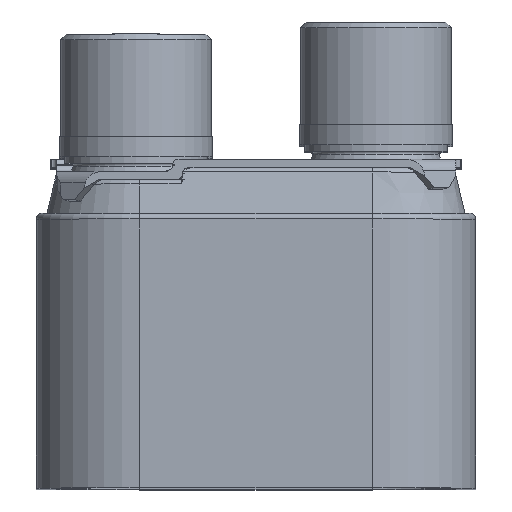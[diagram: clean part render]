
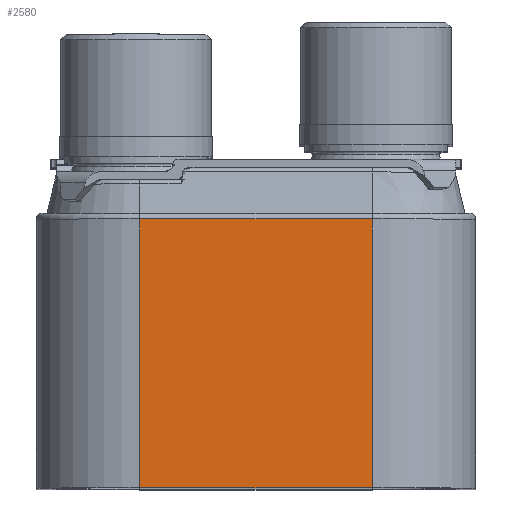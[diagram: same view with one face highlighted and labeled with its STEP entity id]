
A CAD part, top view. The second image highlights one B-rep face of the part: STEP entity #2580.
In plain terms, the highlighted planar face has unit normal (0, 0, 1).
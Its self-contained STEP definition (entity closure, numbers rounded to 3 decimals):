
#934=DIRECTION('',(-1.,0.,0.));
#935=VECTOR('',#934,40.8);
#936=CARTESIAN_POINT('',(20.4,-9.,103.5));
#937=LINE('',#936,#935);
#938=DIRECTION('',(0.,-1.,0.));
#939=VECTOR('',#938,47.1);
#940=CARTESIAN_POINT('',(20.4,-9.,103.5));
#941=LINE('',#940,#939);
#942=DIRECTION('',(0.,-1.,0.));
#943=VECTOR('',#942,47.1);
#944=CARTESIAN_POINT('',(-20.4,-9.,103.5));
#945=LINE('',#944,#943);
#1055=DIRECTION('',(1.,0.,0.));
#1056=VECTOR('',#1055,40.8);
#1057=CARTESIAN_POINT('',(-20.4,-56.1,103.5));
#1058=LINE('',#1057,#1056);
#1154=CARTESIAN_POINT('',(-20.4,-56.1,103.5));
#1156=VERTEX_POINT('',#1154);
#1159=CARTESIAN_POINT('',(20.4,-56.1,103.5));
#1161=VERTEX_POINT('',#1159);
#1331=CARTESIAN_POINT('',(-20.4,-9.,103.5));
#1333=VERTEX_POINT('',#1331);
#1359=CARTESIAN_POINT('',(20.4,-9.,103.5));
#1360=VERTEX_POINT('',#1359);
#2566=CARTESIAN_POINT('',(-38.5,0.,103.5));
#2567=DIRECTION('',(0.,0.,1.));
#2568=DIRECTION('',(1.,0.,0.));
#2569=AXIS2_PLACEMENT_3D('',#2566,#2567,#2568);
#2570=PLANE('',#2569);
#2572=ORIENTED_EDGE('',*,*,#2571,.F.);
#2574=ORIENTED_EDGE('',*,*,#2573,.T.);
#2576=ORIENTED_EDGE('',*,*,#2575,.F.);
#2577=ORIENTED_EDGE('',*,*,#2557,.F.);
#2578=EDGE_LOOP('',(#2572,#2574,#2576,#2577));
#2579=FACE_OUTER_BOUND('',#2578,.F.);
#2580=ADVANCED_FACE('',(#2579),#2570,.T.);
#2557=EDGE_CURVE('',#1333,#1156,#945,.T.);
#2571=EDGE_CURVE('',#1360,#1333,#937,.T.);
#2573=EDGE_CURVE('',#1360,#1161,#941,.T.);
#2575=EDGE_CURVE('',#1156,#1161,#1058,.T.);
